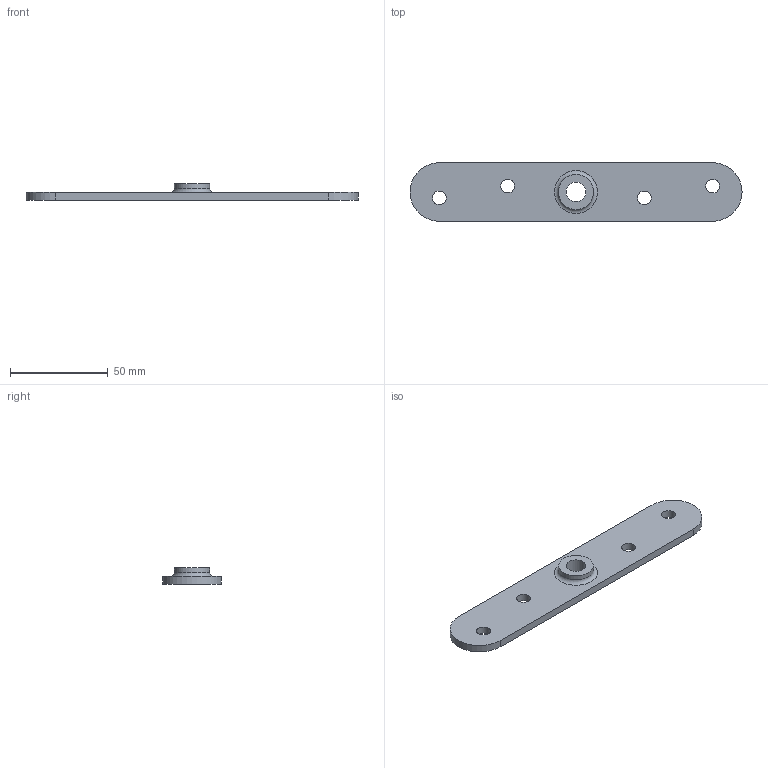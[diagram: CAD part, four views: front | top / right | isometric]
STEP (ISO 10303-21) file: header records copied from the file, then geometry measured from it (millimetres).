
FILE_DESCRIPTION(/* description */ (''),/* implementation_level */ '2;1');
FILE_NAME(/* name */ '56XA4.stp',/* time_stamp */ '2019-08-23T08:25:09+02:00',/* author */ ('marc'),/* organization */ (''),/* preprocessor_version */ 'ST-DEVELOPER v17.2',/* originating_system */ 'Autodesk Inventor 2019',/* authorisation */ '');
FILE_SCHEMA (('AUTOMOTIVE_DESIGN { 1 0 10303 214 3 1 1 }'));
Length unit declared in the file: millimetre
Products named in the file (1): 56XA4
Bounding box: 170 x 30 x 8.5 mm (x, y, z)
Volume: 19506.6 mm3; surface area: 11797.4 mm2
Topology: 1 solids, 1 shells, 149 faces, 391 edges, 262 vertices
Faces by surface type: plane 98, bspline 30, cylinder 20, torus 1
Full cylindrical faces by diameter (mm): 1.151 x1, 1.25 x1, 7 x4, 10.106 x1, 18 x1
Entity records: 4809 total; most frequent: CARTESIAN_POINT 1217, ORIENTED_EDGE 782, DIRECTION 618, EDGE_CURVE 391, LINE 284, VECTOR 284, VERTEX_POINT 262, EDGE_LOOP 177
